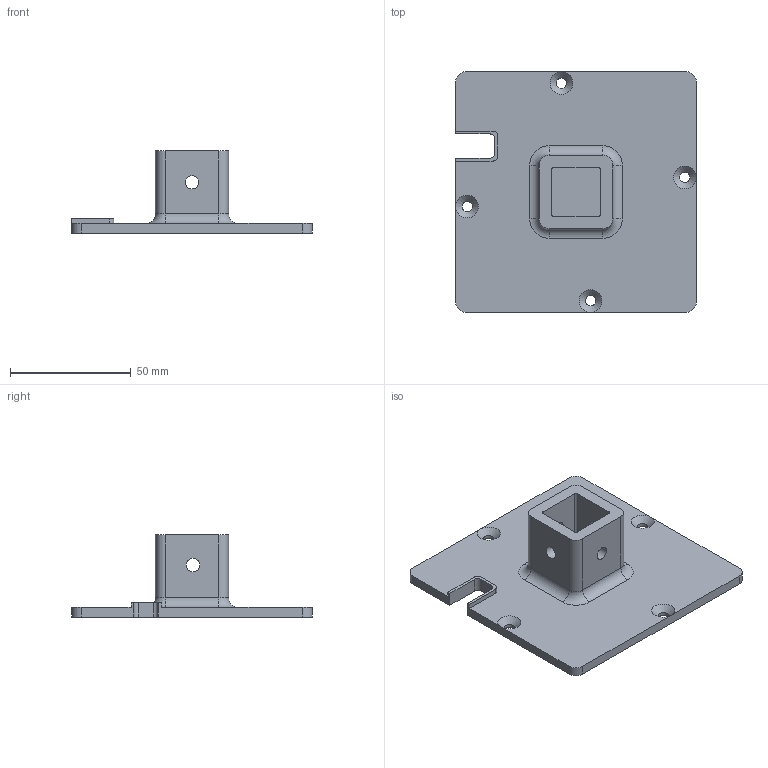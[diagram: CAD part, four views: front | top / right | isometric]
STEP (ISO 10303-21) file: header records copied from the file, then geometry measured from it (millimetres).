
FILE_DESCRIPTION(/* description */ (''),/* implementation_level */ '2;1');
FILE_NAME(/* name */ 'Lid.stp',/* time_stamp */ '2025-03-10T22:31:39+01:00',/* author */ ('tzu98'),/* organization */ (''),/* preprocessor_version */ 'ST-DEVELOPER v20',/* originating_system */ 'Autodesk Inventor 2025',/* authorisation */ '');
FILE_SCHEMA (('AUTOMOTIVE_DESIGN { 1 0 10303 214 3 1 1 }'));
Length unit declared in the file: millimetre
Products named in the file (1): Lid
Bounding box: 99.4 x 99.4 x 34 mm (x, y, z)
Volume: 53155.1 mm3; surface area: 27097.7 mm2
Topology: 1 solids, 1 shells, 60 faces, 163 edges, 103 vertices
Faces by surface type: cylinder 28, plane 24, cone 4, torus 4
Full cylindrical faces by diameter (mm): 4.3 x4, 5.5 x4
Entity records: 1973 total; most frequent: DIRECTION 352, CARTESIAN_POINT 327, ORIENTED_EDGE 326, EDGE_CURVE 163, AXIS2_PLACEMENT_3D 128, VERTEX_POINT 103, LINE 96, VECTOR 96
